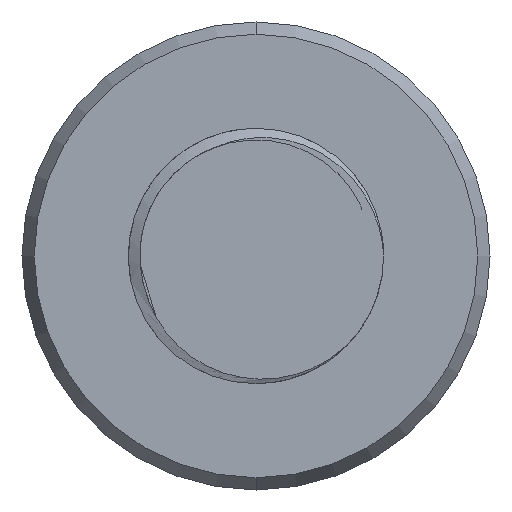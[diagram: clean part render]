
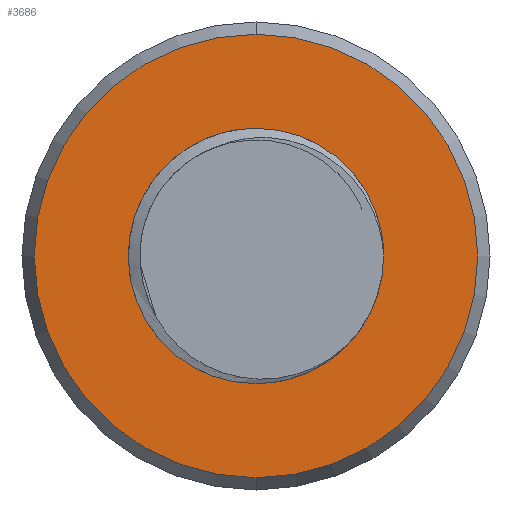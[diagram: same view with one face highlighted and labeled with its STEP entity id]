
A CAD part, front view. The second image highlights one B-rep face of the part: STEP entity #3686.
In plain terms, the highlighted planar face has unit normal (0, -1, 0).
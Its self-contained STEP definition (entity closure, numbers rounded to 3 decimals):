
#503 = CARTESIAN_POINT ( 'NONE',  ( 0., 0., 0. ) ) ;
#1226 = FACE_BOUND ( 'NONE', #9091, .T. ) ;
#1384 = EDGE_CURVE ( 'NONE', #11333, #2432, #5279, .T. ) ;
#2004 = DIRECTION ( 'NONE',  ( 0., 0., 1. ) ) ;
#2400 = DIRECTION ( 'NONE',  ( 0., 0., -1. ) ) ;
#2432 = VERTEX_POINT ( 'NONE', #7439 ) ;
#2569 = CARTESIAN_POINT ( 'NONE',  ( 0., 0., 2.606 ) ) ;
#2849 = VERTEX_POINT ( 'NONE', #5727 ) ;
#3343 = PLANE ( 'NONE',  #9022 ) ;
#3428 = ORIENTED_EDGE ( 'NONE', *, *, #13298, .F. ) ;
#3548 = FACE_OUTER_BOUND ( 'NONE', #12826, .T. ) ;
#3576 = CARTESIAN_POINT ( 'NONE',  ( 0., 0., 0. ) ) ;
#3686 = ADVANCED_FACE ( 'NONE', ( #1226, #3548 ), #3343, .F. ) ;
#3786 = DIRECTION ( 'NONE',  ( 0., -1., 0. ) ) ;
#4096 = CARTESIAN_POINT ( 'NONE',  ( 0., 0., 2.606 ) ) ;
#4142 = DIRECTION ( 'NONE',  ( 0., 1., 0. ) ) ;
#4386 = AXIS2_PLACEMENT_3D ( 'NONE', #3576, #5854, #4744 ) ;
#4447 = DIRECTION ( 'NONE',  ( 0., -1., 0. ) ) ;
#4744 = DIRECTION ( 'NONE',  ( 0., 0., -1. ) ) ;
#4824 = CIRCLE ( 'NONE', #11491, 2.606 ) ;
#5279 = CIRCLE ( 'NONE', #8452, 2.606 ) ;
#5419 = AXIS2_PLACEMENT_3D ( 'NONE', #10939, #8877, #5452 ) ;
#5452 = DIRECTION ( 'NONE',  ( 0., 0., -1. ) ) ;
#5727 = CARTESIAN_POINT ( 'NONE',  ( 0., 0., -1.5 ) ) ;
#5854 = DIRECTION ( 'NONE',  ( 0., -1., 0. ) ) ;
#6568 = EDGE_CURVE ( 'NONE', #11307, #2849, #7922, .T. ) ;
#7439 = CARTESIAN_POINT ( 'NONE',  ( 0., 0., -2.606 ) ) ;
#7922 = CIRCLE ( 'NONE', #5419, 1.5 ) ;
#8332 = ORIENTED_EDGE ( 'NONE', *, *, #9855, .T. ) ;
#8452 = AXIS2_PLACEMENT_3D ( 'NONE', #503, #3786, #10116 ) ;
#8524 = ORIENTED_EDGE ( 'NONE', *, *, #1384, .T. ) ;
#8877 = DIRECTION ( 'NONE',  ( 0., -1., 0. ) ) ;
#9022 = AXIS2_PLACEMENT_3D ( 'NONE', #4096, #4142, #2004 ) ;
#9091 = EDGE_LOOP ( 'NONE', ( #3428, #10148 ) ) ;
#9855 = EDGE_CURVE ( 'NONE', #2432, #11333, #4824, .T. ) ;
#10116 = DIRECTION ( 'NONE',  ( 0., 0., -1. ) ) ;
#10148 = ORIENTED_EDGE ( 'NONE', *, *, #6568, .F. ) ;
#10210 = CARTESIAN_POINT ( 'NONE',  ( 0., 0., 0. ) ) ;
#10237 = CARTESIAN_POINT ( 'NONE',  ( 0., 0., 1.5 ) ) ;
#10939 = CARTESIAN_POINT ( 'NONE',  ( 0., 0., 0. ) ) ;
#11045 = CIRCLE ( 'NONE', #4386, 1.5 ) ;
#11307 = VERTEX_POINT ( 'NONE', #10237 ) ;
#11333 = VERTEX_POINT ( 'NONE', #2569 ) ;
#11491 = AXIS2_PLACEMENT_3D ( 'NONE', #10210, #4447, #2400 ) ;
#12826 = EDGE_LOOP ( 'NONE', ( #8524, #8332 ) ) ;
#13298 = EDGE_CURVE ( 'NONE', #2849, #11307, #11045, .T. ) ;
